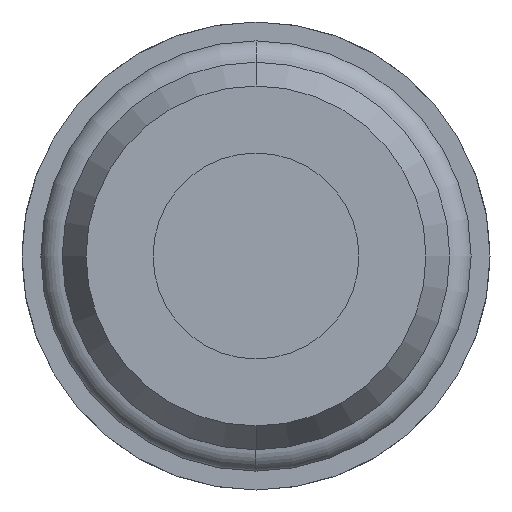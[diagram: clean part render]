
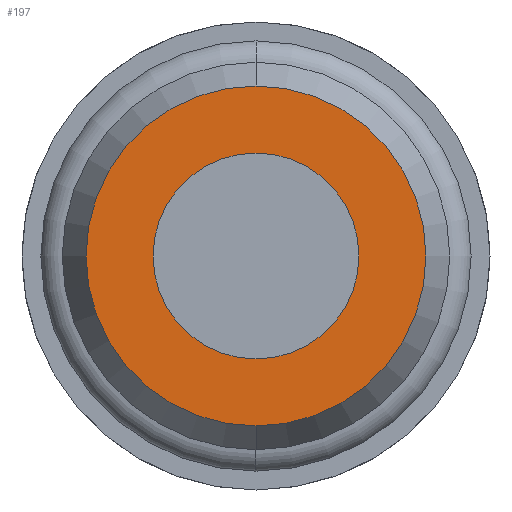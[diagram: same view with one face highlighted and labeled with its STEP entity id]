
A CAD part, front view. The second image highlights one B-rep face of the part: STEP entity #197.
In plain terms, the highlighted planar face has unit normal (0, -1, 0).
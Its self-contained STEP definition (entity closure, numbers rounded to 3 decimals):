
#183 = ORIENTED_EDGE ( 'NONE', *, *, #2239, .F. ) ;
#184 = EDGE_CURVE ( 'NONE', #2491, #2504, #2423, .T. ) ;
#197 = ADVANCED_FACE ( 'NONE', ( #2581, #2560 ), #2575, .T. ) ;
#202 = EDGE_LOOP ( 'NONE', ( #203, #183 ) ) ;
#203 = ORIENTED_EDGE ( 'NONE', *, *, #206, .F. ) ;
#204 = ORIENTED_EDGE ( 'NONE', *, *, #184, .T. ) ;
#206 = EDGE_CURVE ( 'NONE', #2300, #2200, #2594, .T. ) ;
#207 = ORIENTED_EDGE ( 'NONE', *, *, #2476, .T. ) ;
#215 = EDGE_LOOP ( 'NONE', ( #204, #207 ) ) ;
#319 = CARTESIAN_POINT ( 'NONE',  ( 0., 0., 5.5 ) ) ;
#342 = DIRECTION ( 'NONE',  ( 0., 0., -1. ) ) ;
#343 = DIRECTION ( 'NONE',  ( 0., -1., 0. ) ) ;
#344 = CARTESIAN_POINT ( 'NONE',  ( 0., 0., 0. ) ) ;
#345 = AXIS2_PLACEMENT_3D ( 'NONE', #344, #343, #342 ) ;
#346 = CIRCLE ( 'NONE', #345, 5.5 ) ;
#418 = CARTESIAN_POINT ( 'NONE',  ( 0., 0., -5.5 ) ) ;
#794 = DIRECTION ( 'NONE',  ( 0., 0., -1. ) ) ;
#795 = DIRECTION ( 'NONE',  ( 0., -1., 0. ) ) ;
#833 = CIRCLE ( 'NONE', #858, 9.08 ) ;
#839 = CARTESIAN_POINT ( 'NONE',  ( 0., 0., -9.08 ) ) ;
#850 = CARTESIAN_POINT ( 'NONE',  ( 0., 0., 9.08 ) ) ;
#857 = CARTESIAN_POINT ( 'NONE',  ( 0., 0., 0. ) ) ;
#858 = AXIS2_PLACEMENT_3D ( 'NONE', #857, #795, #794 ) ;
#2200 = VERTEX_POINT ( 'NONE', #319 ) ;
#2239 = EDGE_CURVE ( 'NONE', #2200, #2300, #346, .T. ) ;
#2300 = VERTEX_POINT ( 'NONE', #418 ) ;
#2423 = CIRCLE ( 'NONE', #2461, 9.08 ) ;
#2430 = DIRECTION ( 'NONE',  ( 0., 0., -1. ) ) ;
#2431 = DIRECTION ( 'NONE',  ( 0., -1., 0. ) ) ;
#2432 = CARTESIAN_POINT ( 'NONE',  ( 0., 0., 0. ) ) ;
#2461 = AXIS2_PLACEMENT_3D ( 'NONE', #2432, #2431, #2430 ) ;
#2476 = EDGE_CURVE ( 'NONE', #2504, #2491, #833, .T. ) ;
#2491 = VERTEX_POINT ( 'NONE', #850 ) ;
#2504 = VERTEX_POINT ( 'NONE', #839 ) ;
#2544 = DIRECTION ( 'NONE',  ( 0., 0., -1. ) ) ;
#2545 = DIRECTION ( 'NONE',  ( 0., -1., 0. ) ) ;
#2546 = CARTESIAN_POINT ( 'NONE',  ( 0., 0., 0. ) ) ;
#2558 = CARTESIAN_POINT ( 'NONE',  ( 0., 0., 0. ) ) ;
#2560 = FACE_BOUND ( 'NONE', #202, .T. ) ;
#2562 = DIRECTION ( 'NONE',  ( 0., 0., -1. ) ) ;
#2571 = AXIS2_PLACEMENT_3D ( 'NONE', #2558, #2582, #2562 ) ;
#2575 = PLANE ( 'NONE',  #2571 ) ;
#2581 = FACE_OUTER_BOUND ( 'NONE', #215, .T. ) ;
#2582 = DIRECTION ( 'NONE',  ( 0., -1., 0. ) ) ;
#2593 = AXIS2_PLACEMENT_3D ( 'NONE', #2546, #2545, #2544 ) ;
#2594 = CIRCLE ( 'NONE', #2593, 5.5 ) ;
